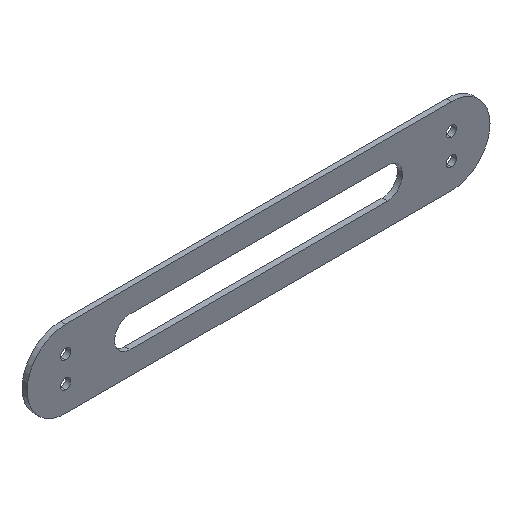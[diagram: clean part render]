
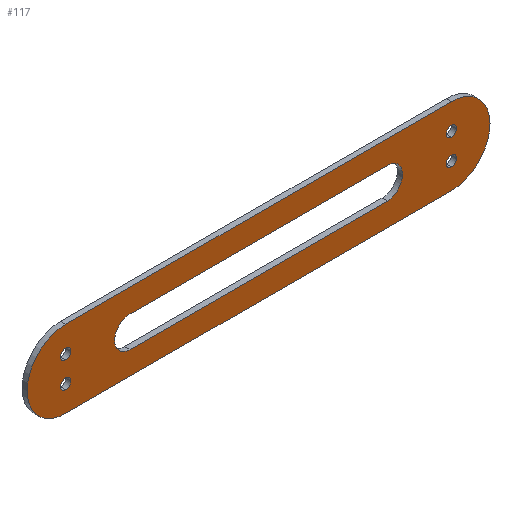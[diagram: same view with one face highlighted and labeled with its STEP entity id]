
A CAD part, isometric view. The second image highlights one B-rep face of the part: STEP entity #117.
In plain terms, the highlighted planar face has unit normal (0, -1, 0).
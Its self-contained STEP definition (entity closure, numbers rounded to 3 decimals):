
#1 = DIRECTION ( 'NONE',  ( 0., 1., 0. ) ) ;
#4 = DIRECTION ( 'NONE',  ( 0., 0., 1. ) ) ;
#12 = CIRCLE ( 'NONE', #497, 2. ) ;
#16 = LINE ( 'NONE', #61, #339 ) ;
#28 = ORIENTED_EDGE ( 'NONE', *, *, #344, .T. ) ;
#30 = VERTEX_POINT ( 'NONE', #605 ) ;
#32 = EDGE_CURVE ( 'NONE', #230, #494, #12, .T. ) ;
#44 = PLANE ( 'NONE',  #179 ) ;
#48 = CIRCLE ( 'NONE', #551, 2. ) ;
#59 = CARTESIAN_POINT ( 'NONE',  ( -75., 0., 3. ) ) ;
#60 = AXIS2_PLACEMENT_3D ( 'NONE', #446, #146, #243 ) ;
#61 = CARTESIAN_POINT ( 'NONE',  ( -50., 0., 6. ) ) ;
#63 = VERTEX_POINT ( 'NONE', #505 ) ;
#65 = EDGE_CURVE ( 'NONE', #470, #30, #387, .T. ) ;
#73 = CARTESIAN_POINT ( 'NONE',  ( -75., 0., 15. ) ) ;
#88 = DIRECTION ( 'NONE',  ( -1., 0., 0. ) ) ;
#103 = CARTESIAN_POINT ( 'NONE',  ( -50., 0., -6. ) ) ;
#106 = EDGE_CURVE ( 'NONE', #494, #230, #380, .T. ) ;
#114 = DIRECTION ( 'NONE',  ( 0., 0., -1. ) ) ;
#116 = ORIENTED_EDGE ( 'NONE', *, *, #229, .T. ) ;
#117 = ADVANCED_FACE ( 'NONE', ( #395, #135, #669, #137, #237, #404 ), #44, .F. ) ;
#123 = AXIS2_PLACEMENT_3D ( 'NONE', #259, #263, #4 ) ;
#125 = EDGE_LOOP ( 'NONE', ( #393, #623 ) ) ;
#131 = DIRECTION ( 'NONE',  ( 0., 1., 0. ) ) ;
#132 = ORIENTED_EDGE ( 'NONE', *, *, #283, .T. ) ;
#135 = FACE_BOUND ( 'NONE', #186, .T. ) ;
#137 = FACE_BOUND ( 'NONE', #158, .T. ) ;
#138 = EDGE_CURVE ( 'NONE', #491, #539, #253, .T. ) ;
#143 = AXIS2_PLACEMENT_3D ( 'NONE', #564, #197, #349 ) ;
#146 = DIRECTION ( 'NONE',  ( 0., 1., 0. ) ) ;
#156 = DIRECTION ( 'NONE',  ( 0., 1., 0. ) ) ;
#158 = EDGE_LOOP ( 'NONE', ( #132, #209, #28, #116 ) ) ;
#160 = CARTESIAN_POINT ( 'NONE',  ( -75., 0., -7. ) ) ;
#168 = VERTEX_POINT ( 'NONE', #512 ) ;
#172 = EDGE_CURVE ( 'NONE', #63, #419, #673, .T. ) ;
#179 = AXIS2_PLACEMENT_3D ( 'NONE', #453, #448, #666 ) ;
#180 = VECTOR ( 'NONE', #583, 1000. ) ;
#181 = AXIS2_PLACEMENT_3D ( 'NONE', #447, #289, #235 ) ;
#186 = EDGE_LOOP ( 'NONE', ( #281, #599 ) ) ;
#187 = CARTESIAN_POINT ( 'NONE',  ( -75., 0., -15. ) ) ;
#197 = DIRECTION ( 'NONE',  ( 0., 1., 0. ) ) ;
#198 = VERTEX_POINT ( 'NONE', #59 ) ;
#207 = DIRECTION ( 'NONE',  ( 0., 1., 0. ) ) ;
#209 = ORIENTED_EDGE ( 'NONE', *, *, #65, .T. ) ;
#218 = AXIS2_PLACEMENT_3D ( 'NONE', #411, #1, #316 ) ;
#220 = ORIENTED_EDGE ( 'NONE', *, *, #32, .T. ) ;
#223 = CARTESIAN_POINT ( 'NONE',  ( 50., 0., 6. ) ) ;
#225 = ORIENTED_EDGE ( 'NONE', *, *, #577, .F. ) ;
#229 = EDGE_CURVE ( 'NONE', #445, #273, #271, .T. ) ;
#230 = VERTEX_POINT ( 'NONE', #418 ) ;
#231 = EDGE_LOOP ( 'NONE', ( #379, #337, #225, #641 ) ) ;
#235 = DIRECTION ( 'NONE',  ( 0., 0., 1. ) ) ;
#237 = FACE_BOUND ( 'NONE', #269, .T. ) ;
#243 = DIRECTION ( 'NONE',  ( 0., 0., 1. ) ) ;
#245 = CARTESIAN_POINT ( 'NONE',  ( 75., 0., -5. ) ) ;
#246 = DIRECTION ( 'NONE',  ( 0., 1., 0. ) ) ;
#250 = CARTESIAN_POINT ( 'NONE',  ( -75., 0., 0. ) ) ;
#253 = CIRCLE ( 'NONE', #60, 2. ) ;
#257 = VECTOR ( 'NONE', #381, 1000. ) ;
#259 = CARTESIAN_POINT ( 'NONE',  ( 50., 0., 0. ) ) ;
#263 = DIRECTION ( 'NONE',  ( 0., 1., 0. ) ) ;
#266 = CARTESIAN_POINT ( 'NONE',  ( 75., 0., 3. ) ) ;
#269 = EDGE_LOOP ( 'NONE', ( #220, #282 ) ) ;
#271 = CIRCLE ( 'NONE', #123, 6. ) ;
#273 = VERTEX_POINT ( 'NONE', #519 ) ;
#274 = CIRCLE ( 'NONE', #356, 15. ) ;
#281 = ORIENTED_EDGE ( 'NONE', *, *, #609, .T. ) ;
#282 = ORIENTED_EDGE ( 'NONE', *, *, #106, .T. ) ;
#283 = EDGE_CURVE ( 'NONE', #273, #470, #373, .T. ) ;
#289 = DIRECTION ( 'NONE',  ( 0., 1., 0. ) ) ;
#311 = CARTESIAN_POINT ( 'NONE',  ( -50., 0., -6. ) ) ;
#316 = DIRECTION ( 'NONE',  ( 0., 0., -1. ) ) ;
#328 = EDGE_CURVE ( 'NONE', #378, #198, #510, .T. ) ;
#333 = CARTESIAN_POINT ( 'NONE',  ( -75., 0., 7. ) ) ;
#334 = AXIS2_PLACEMENT_3D ( 'NONE', #245, #397, #444 ) ;
#337 = ORIENTED_EDGE ( 'NONE', *, *, #620, .F. ) ;
#338 = CIRCLE ( 'NONE', #509, 2. ) ;
#339 = VECTOR ( 'NONE', #486, 1000. ) ;
#341 = CARTESIAN_POINT ( 'NONE',  ( -75., 0., -5. ) ) ;
#342 = CIRCLE ( 'NONE', #334, 2. ) ;
#344 = EDGE_CURVE ( 'NONE', #30, #445, #16, .T. ) ;
#349 = DIRECTION ( 'NONE',  ( 0., 0., 1. ) ) ;
#355 = AXIS2_PLACEMENT_3D ( 'NONE', #554, #246, #359 ) ;
#356 = AXIS2_PLACEMENT_3D ( 'NONE', #361, #207, #465 ) ;
#359 = DIRECTION ( 'NONE',  ( 0., 0., 1. ) ) ;
#361 = CARTESIAN_POINT ( 'NONE',  ( 75., 0., 0. ) ) ;
#369 = CARTESIAN_POINT ( 'NONE',  ( 75., 0., 15. ) ) ;
#372 = CARTESIAN_POINT ( 'NONE',  ( -75., 0., 15. ) ) ;
#373 = LINE ( 'NONE', #103, #180 ) ;
#378 = VERTEX_POINT ( 'NONE', #333 ) ;
#379 = ORIENTED_EDGE ( 'NONE', *, *, #172, .F. ) ;
#380 = CIRCLE ( 'NONE', #355, 2. ) ;
#381 = DIRECTION ( 'NONE',  ( 1., 0., 0. ) ) ;
#382 = ORIENTED_EDGE ( 'NONE', *, *, #328, .T. ) ;
#387 = CIRCLE ( 'NONE', #143, 6. ) ;
#393 = ORIENTED_EDGE ( 'NONE', *, *, #651, .T. ) ;
#395 = FACE_BOUND ( 'NONE', #547, .T. ) ;
#397 = DIRECTION ( 'NONE',  ( 0., 1., 0. ) ) ;
#402 = EDGE_CURVE ( 'NONE', #419, #500, #593, .T. ) ;
#403 = LINE ( 'NONE', #187, #565 ) ;
#404 = FACE_OUTER_BOUND ( 'NONE', #231, .T. ) ;
#411 = CARTESIAN_POINT ( 'NONE',  ( -75., 0., 5. ) ) ;
#418 = CARTESIAN_POINT ( 'NONE',  ( -75., 0., -3. ) ) ;
#419 = VERTEX_POINT ( 'NONE', #372 ) ;
#443 = EDGE_CURVE ( 'NONE', #198, #378, #48, .T. ) ;
#444 = DIRECTION ( 'NONE',  ( 0., 0., -1. ) ) ;
#445 = VERTEX_POINT ( 'NONE', #223 ) ;
#446 = CARTESIAN_POINT ( 'NONE',  ( 75., 0., 5. ) ) ;
#447 = CARTESIAN_POINT ( 'NONE',  ( 75., 0., 5. ) ) ;
#448 = DIRECTION ( 'NONE',  ( 0., 1., 0. ) ) ;
#453 = CARTESIAN_POINT ( 'NONE',  ( -75., 0., 0. ) ) ;
#455 = CARTESIAN_POINT ( 'NONE',  ( 75., 0., 7. ) ) ;
#456 = DIRECTION ( 'NONE',  ( 0., 1., 0. ) ) ;
#465 = DIRECTION ( 'NONE',  ( 0., 0., 1. ) ) ;
#470 = VERTEX_POINT ( 'NONE', #311 ) ;
#480 = CIRCLE ( 'NONE', #181, 2. ) ;
#482 = DIRECTION ( 'NONE',  ( 0., 1., 0. ) ) ;
#486 = DIRECTION ( 'NONE',  ( 1., 0., 0. ) ) ;
#490 = VERTEX_POINT ( 'NONE', #625 ) ;
#491 = VERTEX_POINT ( 'NONE', #266 ) ;
#494 = VERTEX_POINT ( 'NONE', #160 ) ;
#497 = AXIS2_PLACEMENT_3D ( 'NONE', #341, #131, #552 ) ;
#500 = VERTEX_POINT ( 'NONE', #369 ) ;
#505 = CARTESIAN_POINT ( 'NONE',  ( -75., 0., -15. ) ) ;
#509 = AXIS2_PLACEMENT_3D ( 'NONE', #628, #156, #524 ) ;
#510 = CIRCLE ( 'NONE', #218, 2. ) ;
#512 = CARTESIAN_POINT ( 'NONE',  ( 75., 0., -7. ) ) ;
#513 = EDGE_CURVE ( 'NONE', #168, #490, #338, .T. ) ;
#519 = CARTESIAN_POINT ( 'NONE',  ( 50., 0., -6. ) ) ;
#524 = DIRECTION ( 'NONE',  ( 0., 0., -1. ) ) ;
#534 = CARTESIAN_POINT ( 'NONE',  ( -75., 0., 5. ) ) ;
#539 = VERTEX_POINT ( 'NONE', #455 ) ;
#547 = EDGE_LOOP ( 'NONE', ( #382, #550 ) ) ;
#549 = AXIS2_PLACEMENT_3D ( 'NONE', #250, #456, #674 ) ;
#550 = ORIENTED_EDGE ( 'NONE', *, *, #443, .T. ) ;
#551 = AXIS2_PLACEMENT_3D ( 'NONE', #534, #482, #114 ) ;
#552 = DIRECTION ( 'NONE',  ( 0., 0., 1. ) ) ;
#554 = CARTESIAN_POINT ( 'NONE',  ( -75., 0., -5. ) ) ;
#556 = CARTESIAN_POINT ( 'NONE',  ( 75., 0., -15. ) ) ;
#564 = CARTESIAN_POINT ( 'NONE',  ( -50., 0., 0. ) ) ;
#565 = VECTOR ( 'NONE', #88, 1000. ) ;
#577 = EDGE_CURVE ( 'NONE', #500, #654, #274, .T. ) ;
#583 = DIRECTION ( 'NONE',  ( -1., 0., 0. ) ) ;
#593 = LINE ( 'NONE', #73, #257 ) ;
#599 = ORIENTED_EDGE ( 'NONE', *, *, #138, .T. ) ;
#605 = CARTESIAN_POINT ( 'NONE',  ( -50., 0., 6. ) ) ;
#609 = EDGE_CURVE ( 'NONE', #539, #491, #480, .T. ) ;
#620 = EDGE_CURVE ( 'NONE', #654, #63, #403, .T. ) ;
#623 = ORIENTED_EDGE ( 'NONE', *, *, #513, .T. ) ;
#625 = CARTESIAN_POINT ( 'NONE',  ( 75., 0., -3. ) ) ;
#628 = CARTESIAN_POINT ( 'NONE',  ( 75., 0., -5. ) ) ;
#641 = ORIENTED_EDGE ( 'NONE', *, *, #402, .F. ) ;
#651 = EDGE_CURVE ( 'NONE', #490, #168, #342, .T. ) ;
#654 = VERTEX_POINT ( 'NONE', #556 ) ;
#666 = DIRECTION ( 'NONE',  ( 0., 0., 1. ) ) ;
#669 = FACE_BOUND ( 'NONE', #125, .T. ) ;
#673 = CIRCLE ( 'NONE', #549, 15. ) ;
#674 = DIRECTION ( 'NONE',  ( 0., 0., 1. ) ) ;
